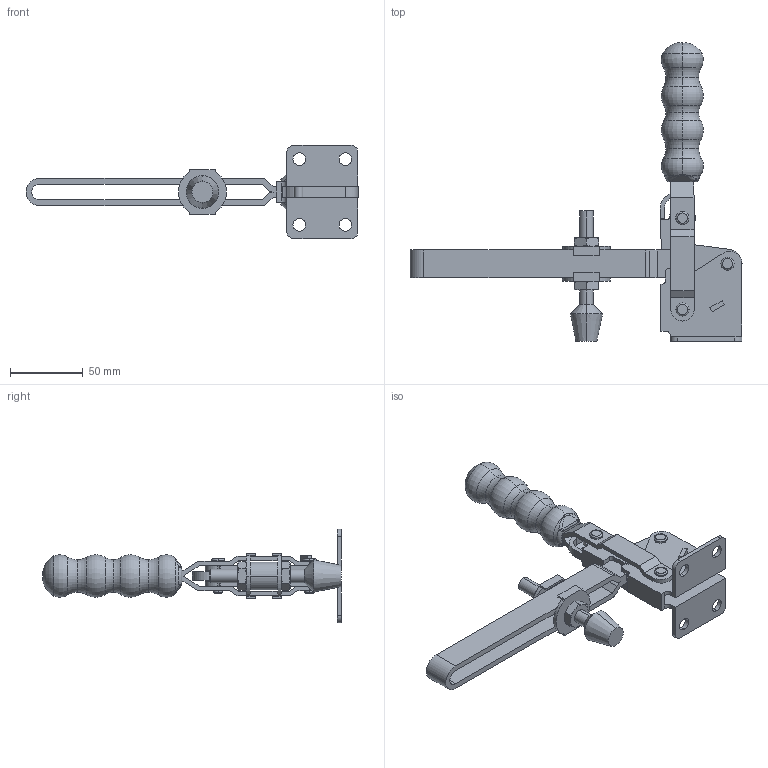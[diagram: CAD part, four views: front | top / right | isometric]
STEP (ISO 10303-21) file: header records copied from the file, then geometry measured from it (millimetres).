
FILE_DESCRIPTION (( 'STEP AP214' ), '1' );
FILE_NAME ('GH-12265-L(Â²¤Æ).STEP', '2020-05-04T06:32:20', ( 'LinWei' ), ( '' ), 'SwSTEP 2.0', 'SolidWorks 2016', '' );
FILE_SCHEMA (( 'AUTOMOTIVE_DESIGN' ));
Length unit declared in the file: millimetre
Products named in the file (6): GH-12265-L(簡化); Group1^GH-12265-L(簡化); Group2^GH-12265-L(簡化); Group4^GH-12265-L(簡化); Group5^GH-12265-L(簡化); 112265L08(簡化)
Assembly tree (5 placements, depth 2):
  GH-12265-L(簡化)
    Group1^GH-12265-L(簡化)
    Group2^GH-12265-L(簡化)
    Group4^GH-12265-L(簡化)
    Group5^GH-12265-L(簡化)
    112265L08(簡化)
Bounding box: 228.8 x 206 x 64.3 mm (x, y, z)
Volume: 145829.8 mm3; surface area: 68491 mm2
Topology: 5 solids, 5 shells, 327 faces, 822 edges, 515 vertices
Faces by surface type: plane 136, cylinder 107, cone 36, torus 34, bspline 14
Entity records: 11912 total; most frequent: CARTESIAN_POINT 2512, DIRECTION 1694, ORIENTED_EDGE 1632, EDGE_CURVE 816, AXIS2_PLACEMENT_3D 641, VERTEX_POINT 515, VECTOR 412, LINE 412
